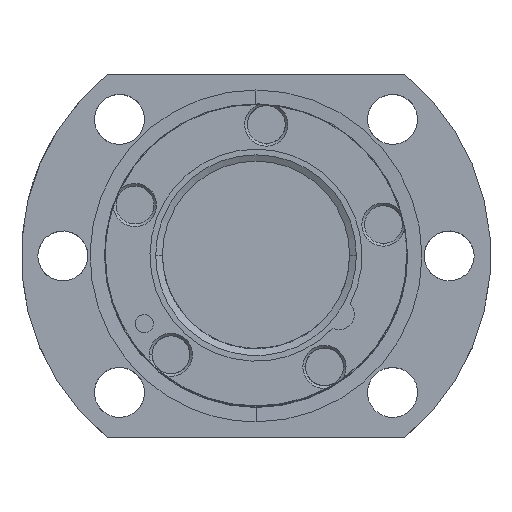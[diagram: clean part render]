
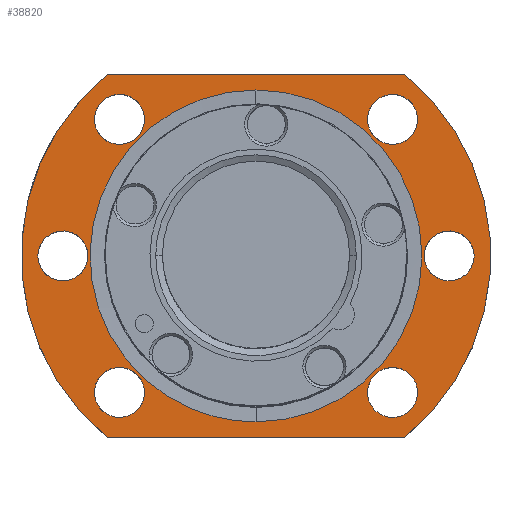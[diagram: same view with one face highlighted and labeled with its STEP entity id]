
A CAD part, top view. The second image highlights one B-rep face of the part: STEP entity #38820.
In plain terms, the highlighted planar face has unit normal (0, 0, 1).
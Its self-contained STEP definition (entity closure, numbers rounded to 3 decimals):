
#210=CARTESIAN_POINT('',(-19.621,24.,121.));
#220=VERTEX_POINT('',#210);
#250=CARTESIAN_POINT('',(0.,0.,121.))
;
#260=DIRECTION('',(0.,0.,-1.));
#270=DIRECTION('',(-1.,0.,0.));
#280=AXIS2_PLACEMENT_3D('',#250,#260,#270);
#290=CIRCLE('',#280,31.);
#300=CARTESIAN_POINT('',(-19.621,-24.,121.));
#310=VERTEX_POINT('',#300);
#320=EDGE_CURVE('',#310,#220,#290,.T.);
#5340=CARTESIAN_POINT('',(19.621,24.,121.));
#5350=VERTEX_POINT('',#5340);
#5380=CARTESIAN_POINT('',(0.,24.,121.));
#5390=DIRECTION('',(1.,0.,0.));
#5400=VECTOR('',#5390,1.);
#5410=LINE('',#5380,#5400);
#5420=EDGE_CURVE('',#220,#5350,#5410,.T.);
#5590=CARTESIAN_POINT('',(18.031,18.031,121.));
#5600=DIRECTION('',(0.,0.,-1.));
#5610=DIRECTION('',(-1.,0.,0.));
#5620=AXIS2_PLACEMENT_3D('',#5590,#5600,#5610);
#5630=CIRCLE('',#5620,3.3);
#5640=CARTESIAN_POINT('',(19.294,21.08,121.));
#5650=VERTEX_POINT('',#5640);
#5660=CARTESIAN_POINT('',(21.331,18.031,121.));
#5670=VERTEX_POINT('',#5660);
#5680=EDGE_CURVE('',#5650,#5670,#5630,.T.);
#5910=CARTESIAN_POINT('',(14.731,18.031,121.));
#5920=VERTEX_POINT('',#5910);
#5950=EDGE_CURVE('',#5920,#5650,#5630,.T.);
#8280=CARTESIAN_POINT('',(19.621,-24.,121.));
#8290=VERTEX_POINT('',#8280);
#8320=CARTESIAN_POINT('',(0.,0.,
121.));
#8330=DIRECTION('',(0.,0.,-1.));
#8340=DIRECTION('',(-1.,0.,0.));
#8350=AXIS2_PLACEMENT_3D('',#8320,#8330,#8340);
#8360=CIRCLE('',#8350,31.);
#8370=EDGE_CURVE('',#5350,#8290,#8360,.T.);
#8550=CARTESIAN_POINT('',(-25.5,0.,121.));
#8560=DIRECTION('',(0.,0.,-1.));
#8570=DIRECTION('',(-1.,0.,0.));
#8580=AXIS2_PLACEMENT_3D('',#8550,#8560,#8570);
#8590=CIRCLE('',#8580,3.3);
#8600=CARTESIAN_POINT('',(-24.237,3.049,121.));
#8610=VERTEX_POINT('',#8600);
#8620=CARTESIAN_POINT('',(-22.2,0.,121.));
#8630=VERTEX_POINT('',#8620);
#8640=EDGE_CURVE('',#8610,#8630,#8590,.T.);
#8870=CARTESIAN_POINT('',(-28.8,0.,121.));
#8880=VERTEX_POINT('',#8870);
#8910=EDGE_CURVE('',#8880,#8610,#8590,.T.);
#9370=CARTESIAN_POINT('',(-18.031,-18.031,121.));
#9380=DIRECTION('',(0.,0.,-1.));
#9390=DIRECTION('',(-1.,0.,0.));
#9400=AXIS2_PLACEMENT_3D('',#9370,#9380,#9390);
#9410=CIRCLE('',#9400,3.3);
#9420=CARTESIAN_POINT('',(-19.294,-21.08,121.));
#9430=VERTEX_POINT('',#9420);
#9440=CARTESIAN_POINT('',(-21.331,-18.031,121.));
#9450=VERTEX_POINT('',#9440);
#9460=EDGE_CURVE('',#9430,#9450,#9410,.T.);
#9690=CARTESIAN_POINT('',(-14.731,-18.031,121.));
#9700=VERTEX_POINT('',#9690);
#9730=EDGE_CURVE('',#9700,#9430,#9410,.T.);
#9900=CARTESIAN_POINT('',(18.031,-18.031,121.));
#9910=DIRECTION('',(0.,0.,-1.));
#9920=DIRECTION('',(-1.,0.,0.));
#9930=AXIS2_PLACEMENT_3D('',#9900,#9910,#9920);
#9940=CIRCLE('',#9930,3.3);
#9950=CARTESIAN_POINT('',(16.768,-21.08,121.));
#9960=VERTEX_POINT('',#9950);
#9970=CARTESIAN_POINT('',(14.731,-18.031,121.));
#9980=VERTEX_POINT('',#9970);
#9990=EDGE_CURVE('',#9960,#9980,#9940,.T.);
#10260=CARTESIAN_POINT('',(21.331,-18.031,121.));
#10270=VERTEX_POINT('',#10260);
#10300=EDGE_CURVE('',#10270,#9960,#9940,.T.);
#10510=CARTESIAN_POINT('',(-14.731,18.031,121.));
#10520=VERTEX_POINT('',#10510);
#10570=CARTESIAN_POINT('',(-18.031,18.031,121.));
#10580=DIRECTION('',(0.,0.,-1.));
#10590=DIRECTION('',(-1.,0.,0.));
#10600=AXIS2_PLACEMENT_3D('',#10570,#10580,#10590);
#10610=CIRCLE('',#10600,3.3);
#10620=CARTESIAN_POINT('',(-21.331,18.031,121.));
#10630=VERTEX_POINT('',#10620);
#10640=EDGE_CURVE('',#10520,#10630,#10610,.T.);
#11040=CARTESIAN_POINT('',(28.8,0.,121.));
#11050=VERTEX_POINT('',#11040);
#11100=CARTESIAN_POINT('',(25.5,0.,121.));
#11110=DIRECTION('',(0.,0.,-1.));
#11120=DIRECTION('',(-1.,0.,0.));
#11130=AXIS2_PLACEMENT_3D('',#11100,#11110,#11120);
#11140=CIRCLE('',#11130,3.3);
#11150=CARTESIAN_POINT('',(22.2,0.,121.));
#11160=VERTEX_POINT('',#11150);
#11170=EDGE_CURVE('',#11050,#11160,#11140,.T.);
#11610=CARTESIAN_POINT('',(0.,-24.,121.));
#11620=DIRECTION('',(1.,-0.,0.));
#11630=VECTOR('',#11620,1.);
#11640=LINE('',#11610,#11630);
#11650=EDGE_CURVE('',#310,#8290,#11640,.T.);
#38100=CARTESIAN_POINT('',(58.773,-34.357,121.));
#38110=DIRECTION('',(0.,0.,-1.));
#38120=DIRECTION('',(-1.,0.,-0.));
#38130=AXIS2_PLACEMENT_3D('',#38100,#38110,#38120);
#38140=PLANE('',#38130);
#38150=ORIENTED_EDGE('',*,*,#5420,.F.);
#38160=ORIENTED_EDGE('',*,*,#8370,.F.);
#38170=ORIENTED_EDGE('',*,*,#11650,.T.);
#38180=ORIENTED_EDGE('',*,*,#320,.F.);
#38190=EDGE_LOOP('',(#38180,#38170,#38160,#38150));
#38200=FACE_OUTER_BOUND('',#38190,.T.);
#38210=ORIENTED_EDGE('',*,*,#11170,.T.);
#38220=CARTESIAN_POINT('',(26.763,3.049,121.));
#38230=VERTEX_POINT('',#38220);
#38240=EDGE_CURVE('',#38230,#11050,#11140,.T.);
#38250=ORIENTED_EDGE('',*,*,#38240,.T.);
#38260=EDGE_CURVE('',#11160,#38230,#11140,.T.);
#38270=ORIENTED_EDGE('',*,*,#38260,.T.);
#38280=EDGE_LOOP('',(#38270,#38250,#38210));
#38290=FACE_BOUND('',#38280,.T.);
#38300=EDGE_CURVE('',#5670,#5920,#5630,.T.);
#38310=ORIENTED_EDGE('',*,*,#38300,.T.);
#38320=ORIENTED_EDGE('',*,*,#5680,.T.);
#38330=ORIENTED_EDGE('',*,*,#5950,.T.);
#38340=EDGE_LOOP('',(#38330,#38320,#38310));
#38350=FACE_BOUND('',#38340,.T.);
#38360=EDGE_CURVE('',#9450,#9700,#9410,.T.);
#38370=ORIENTED_EDGE('',*,*,#38360,.T.);
#38380=ORIENTED_EDGE('',*,*,#9460,.T.);
#38390=ORIENTED_EDGE('',*,*,#9730,.T.);
#38400=EDGE_LOOP('',(#38390,#38380,#38370));
#38410=FACE_BOUND('',#38400,.T.);
#38420=EDGE_CURVE('',#8630,#8880,#8590,.T.);
#38430=ORIENTED_EDGE('',*,*,#38420,.T.);
#38440=ORIENTED_EDGE('',*,*,#8640,.T.);
#38450=ORIENTED_EDGE('',*,*,#8910,.T.);
#38460=EDGE_LOOP('',(#38450,#38440,#38430));
#38470=FACE_BOUND('',#38460,.T.);
#38480=EDGE_CURVE('',#9980,#10270,#9940,.T.);
#38490=ORIENTED_EDGE('',*,*,#38480,.T.);
#38500=ORIENTED_EDGE('',*,*,#9990,.T.);
#38510=ORIENTED_EDGE('',*,*,#10300,.T.);
#38520=EDGE_LOOP('',(#38510,#38500,#38490));
#38530=FACE_BOUND('',#38520,.T.);
#38540=ORIENTED_EDGE('',*,*,#10640,.T.);
#38550=CARTESIAN_POINT('',(-16.768,21.08,121.));
#38560=VERTEX_POINT('',#38550);
#38570=EDGE_CURVE('',#38560,#10520,#10610,.T.);
#38580=ORIENTED_EDGE('',*,*,#38570,.T.);
#38590=EDGE_CURVE('',#10630,#38560,#10610,.T.);
#38600=ORIENTED_EDGE('',*,*,#38590,.T.);
#38610=EDGE_LOOP('',(#38600,#38580,#38540));
#38620=FACE_BOUND('',#38610,.T.);
#38630=CARTESIAN_POINT('',(0.,0.,
121.));
#38640=DIRECTION('',(0.,0.,1.));
#38650=DIRECTION('',(0.,1.,0.));
#38660=AXIS2_PLACEMENT_3D('',#38630,#38640,#38650);
#38670=CIRCLE('',#38660,21.913);
#38680=CARTESIAN_POINT('',(-8.386,-20.245,121.));
#38690=VERTEX_POINT('',#38680);
#38700=CARTESIAN_POINT('',(0.,-21.913,121.)
);
#38710=VERTEX_POINT('',#38700);
#38720=EDGE_CURVE('',#38690,#38710,#38670,.T.);
#38730=ORIENTED_EDGE('',*,*,#38720,.F.);
#38740=CARTESIAN_POINT('',(0.,21.913,121.))
;
#38750=VERTEX_POINT('',#38740);
#38760=EDGE_CURVE('',#38710,#38750,#38670,.T.);
#38770=ORIENTED_EDGE('',*,*,#38760,.F.);
#38780=EDGE_CURVE('',#38750,#38690,#38670,.T.);
#38790=ORIENTED_EDGE('',*,*,#38780,.F.);
#38800=EDGE_LOOP('',(#38790,#38770,#38730));
#38810=FACE_BOUND('',#38800,.T.);
#38820=ADVANCED_FACE('',(#38200,#38290,#38350,#38410,#38470,#38530,
#38620,#38810),#38140,.F.);
